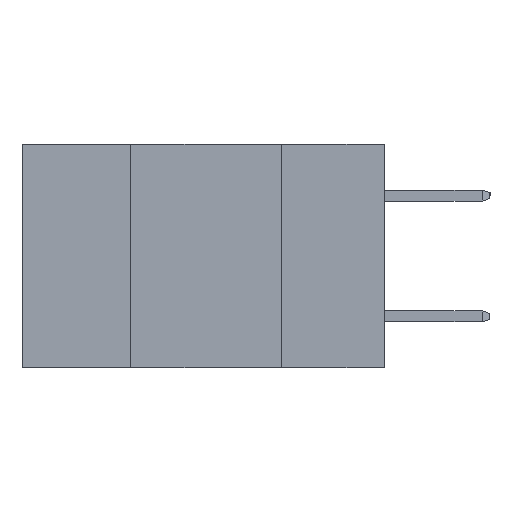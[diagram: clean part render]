
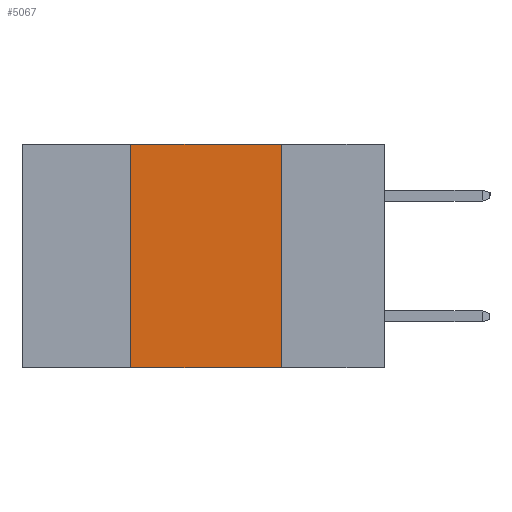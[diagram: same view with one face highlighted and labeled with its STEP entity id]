
A CAD part, left-side view. The second image highlights one B-rep face of the part: STEP entity #5067.
In plain terms, the highlighted planar face has unit normal (-1, 0, 0).
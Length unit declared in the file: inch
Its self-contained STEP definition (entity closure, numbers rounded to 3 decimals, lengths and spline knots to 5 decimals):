
#1008 = CARTESIAN_POINT ( 'NONE',  ( 0., 0.17, 0. ) ) ;
#1056 = LINE ( 'NONE', #17027, #14386 ) ;
#1844 = DIRECTION ( 'NONE',  ( 0., 0., 1. ) ) ;
#3697 = CARTESIAN_POINT ( 'NONE',  ( 0., 0.17, -0.37 ) ) ;
#3934 = EDGE_CURVE ( 'NONE', #14776, #5956, #6382, .T. ) ;
#4664 = PLANE ( 'NONE',  #7990 ) ;
#5031 = DIRECTION ( 'NONE',  ( 0., -1., 0. ) ) ;
#5067 = ADVANCED_FACE ( 'NONE', ( #16713 ), #4664, .F. ) ;
#5327 = CARTESIAN_POINT ( 'NONE',  ( 0., 0.6, 0. ) ) ;
#5939 = EDGE_CURVE ( 'NONE', #6063, #16476, #16098, .T. ) ;
#5956 = VERTEX_POINT ( 'NONE', #3697 ) ;
#6063 = VERTEX_POINT ( 'NONE', #6922 ) ;
#6382 = LINE ( 'NONE', #10522, #13663 ) ;
#6581 = DIRECTION ( 'NONE',  ( 0., -1., 0. ) ) ;
#6922 = CARTESIAN_POINT ( 'NONE',  ( 0., 0.42, 0. ) ) ;
#7066 = LINE ( 'NONE', #11171, #15251 ) ;
#7786 = DIRECTION ( 'NONE',  ( 0., 0., -1. ) ) ;
#7990 = AXIS2_PLACEMENT_3D ( 'NONE', #13970, #8604, #15548 ) ;
#8604 = DIRECTION ( 'NONE',  ( 1., 0., 0. ) ) ;
#9566 = ORIENTED_EDGE ( 'NONE', *, *, #13220, .F. ) ;
#9603 = CARTESIAN_POINT ( 'NONE',  ( 0., 0.42, -0.37 ) ) ;
#9693 = ORIENTED_EDGE ( 'NONE', *, *, #11511, .F. ) ;
#10223 = EDGE_LOOP ( 'NONE', ( #9693, #14631, #9566, #13328 ) ) ;
#10522 = CARTESIAN_POINT ( 'NONE',  ( 0., 0.6, -0.37 ) ) ;
#11171 = CARTESIAN_POINT ( 'NONE',  ( 0., 0.42, -0.37 ) ) ;
#11511 = EDGE_CURVE ( 'NONE', #16476, #5956, #1056, .T. ) ;
#13220 = EDGE_CURVE ( 'NONE', #14776, #6063, #7066, .T. ) ;
#13328 = ORIENTED_EDGE ( 'NONE', *, *, #3934, .T. ) ;
#13663 = VECTOR ( 'NONE', #5031, 39.37008 ) ;
#13970 = CARTESIAN_POINT ( 'NONE',  ( 0., 0.6, 0. ) ) ;
#14386 = VECTOR ( 'NONE', #7786, 39.37008 ) ;
#14631 = ORIENTED_EDGE ( 'NONE', *, *, #5939, .F. ) ;
#14776 = VERTEX_POINT ( 'NONE', #9603 ) ;
#15251 = VECTOR ( 'NONE', #1844, 39.37008 ) ;
#15373 = VECTOR ( 'NONE', #6581, 39.37008 ) ;
#15548 = DIRECTION ( 'NONE',  ( 0., 0., -1. ) ) ;
#16098 = LINE ( 'NONE', #5327, #15373 ) ;
#16476 = VERTEX_POINT ( 'NONE', #1008 ) ;
#16713 = FACE_OUTER_BOUND ( 'NONE', #10223, .T. ) ;
#17027 = CARTESIAN_POINT ( 'NONE',  ( 0., 0.17, -0.37 ) ) ;
